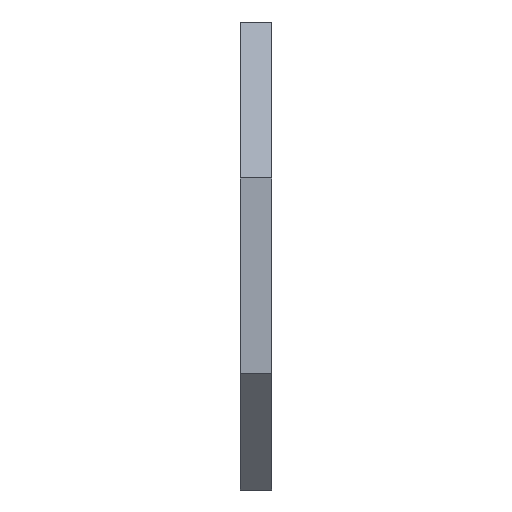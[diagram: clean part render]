
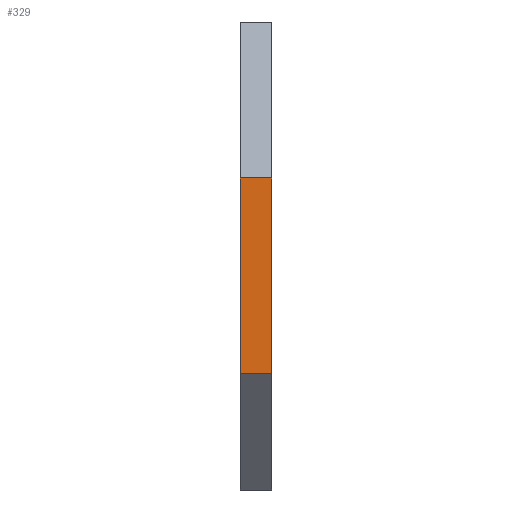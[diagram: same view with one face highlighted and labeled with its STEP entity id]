
A CAD part, left-side view. The second image highlights one B-rep face of the part: STEP entity #329.
In plain terms, the highlighted planar face has unit normal (-1, 0, 0).
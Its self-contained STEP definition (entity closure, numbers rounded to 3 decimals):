
#10 = CARTESIAN_POINT ( 'NONE',  ( 0., 3., -15. ) ) ;
#12 = LINE ( 'NONE', #169, #242 ) ;
#44 = DIRECTION ( 'NONE',  ( 0., 0., -1. ) ) ;
#59 = EDGE_CURVE ( 'NONE', #587, #296, #261, .T. ) ;
#140 = CARTESIAN_POINT ( 'NONE',  ( 0., 3., -15. ) ) ;
#163 = FACE_OUTER_BOUND ( 'NONE', #186, .T. ) ;
#164 = DIRECTION ( 'NONE',  ( 0., 0., -1. ) ) ;
#169 = CARTESIAN_POINT ( 'NONE',  ( 0., 0., -22.5 ) ) ;
#185 = AXIS2_PLACEMENT_3D ( 'NONE', #540, #717, #721 ) ;
#186 = EDGE_LOOP ( 'NONE', ( #568, #523, #373, #592 ) ) ;
#211 = LINE ( 'NONE', #371, #411 ) ;
#242 = VECTOR ( 'NONE', #44, 1000. ) ;
#261 = LINE ( 'NONE', #709, #356 ) ;
#267 = CARTESIAN_POINT ( 'NONE',  ( 0., 0., -33.82 ) ) ;
#296 = VERTEX_POINT ( 'NONE', #480 ) ;
#299 = PLANE ( 'NONE',  #185 ) ;
#320 = DIRECTION ( 'NONE',  ( 0., -1., 0. ) ) ;
#329 = ADVANCED_FACE ( 'NONE', ( #163 ), #299, .T. ) ;
#356 = VECTOR ( 'NONE', #164, 1000. ) ;
#371 = CARTESIAN_POINT ( 'NONE',  ( 0., 3., -33.82 ) ) ;
#373 = ORIENTED_EDGE ( 'NONE', *, *, #59, .T. ) ;
#408 = EDGE_CURVE ( 'NONE', #296, #610, #211, .T. ) ;
#411 = VECTOR ( 'NONE', #493, 1000. ) ;
#449 = LINE ( 'NONE', #140, #749 ) ;
#480 = CARTESIAN_POINT ( 'NONE',  ( 0., 3., -33.82 ) ) ;
#493 = DIRECTION ( 'NONE',  ( 0., -1., 0. ) ) ;
#523 = ORIENTED_EDGE ( 'NONE', *, *, #559, .F. ) ;
#540 = CARTESIAN_POINT ( 'NONE',  ( 0., 3., -22.5 ) ) ;
#559 = EDGE_CURVE ( 'NONE', #587, #789, #449, .T. ) ;
#568 = ORIENTED_EDGE ( 'NONE', *, *, #799, .F. ) ;
#587 = VERTEX_POINT ( 'NONE', #10 ) ;
#592 = ORIENTED_EDGE ( 'NONE', *, *, #408, .T. ) ;
#601 = CARTESIAN_POINT ( 'NONE',  ( 0., 0., -15. ) ) ;
#610 = VERTEX_POINT ( 'NONE', #267 ) ;
#709 = CARTESIAN_POINT ( 'NONE',  ( 0., 3., -22.5 ) ) ;
#717 = DIRECTION ( 'NONE',  ( -1., 0., 0. ) ) ;
#721 = DIRECTION ( 'NONE',  ( 0., 0., 1. ) ) ;
#749 = VECTOR ( 'NONE', #320, 1000. ) ;
#789 = VERTEX_POINT ( 'NONE', #601 ) ;
#799 = EDGE_CURVE ( 'NONE', #789, #610, #12, .T. ) ;
